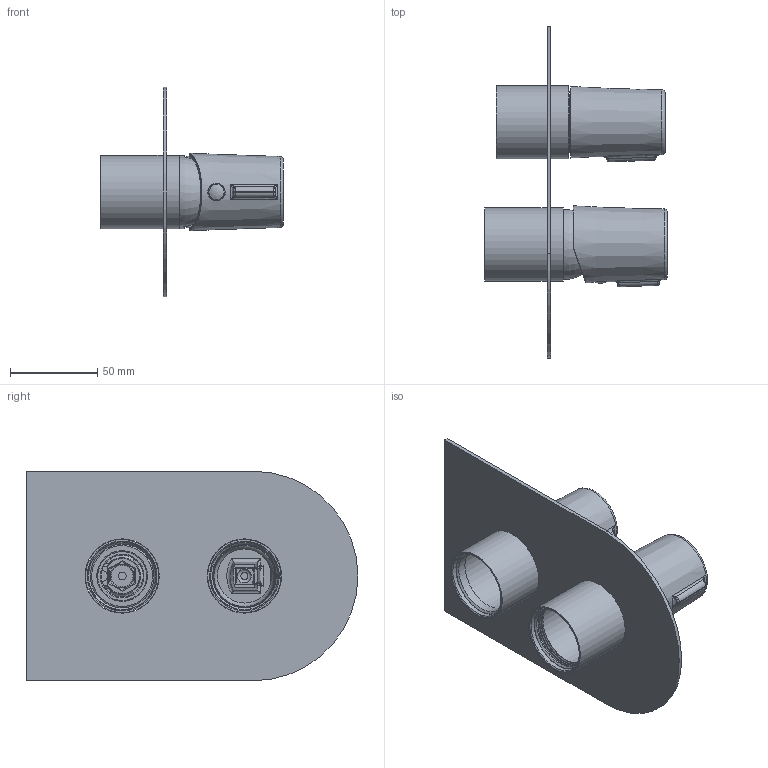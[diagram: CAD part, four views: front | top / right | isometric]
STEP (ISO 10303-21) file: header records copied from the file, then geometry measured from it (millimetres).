
FILE_DESCRIPTION (( 'STEP AP203' ), '1' );
FILE_NAME ('34CP02454.STEP', '2021-01-04T08:22:05', ( '' ), ( '' ), 'SwSTEP 2.0', 'SolidWorks 2018', '' );
FILE_SCHEMA (( 'CONFIG_CONTROL_DESIGN' ));
Length unit declared in the file: millimetre
Products named in the file (1): 34CP02454
Bounding box: 104.7 x 190 x 120 mm (x, y, z)
Volume: 111052.3 mm3; surface area: 108787.4 mm2
Topology: 9 solids, 9 shells, 325 faces, 777 edges, 488 vertices
Faces by surface type: plane 160, cylinder 66, bspline 45, cone 34, torus 18, sphere 2
Full cylindrical faces by diameter (mm): 4.2 x1, 6.8 x1, 8 x1, 9.5 x1, 10 x1, 12.45 x1, 12.5 x1, 24 x1, 25.3 x1, 28 x1, 28.3 x1, 31 x1, 32 x1, 35.8 x2, 36.5 x1, 36.9 x1, 37 x1, 39 x4, 42 x2, 42.5 x2
Entity records: 12348 total; most frequent: CARTESIAN_POINT 5513, ORIENTED_EDGE 1378, DIRECTION 1285, EDGE_CURVE 689, AXIS2_PLACEMENT_3D 489, VERTEX_POINT 469, EDGE_LOOP 430, FACE_OUTER_BOUND 361
